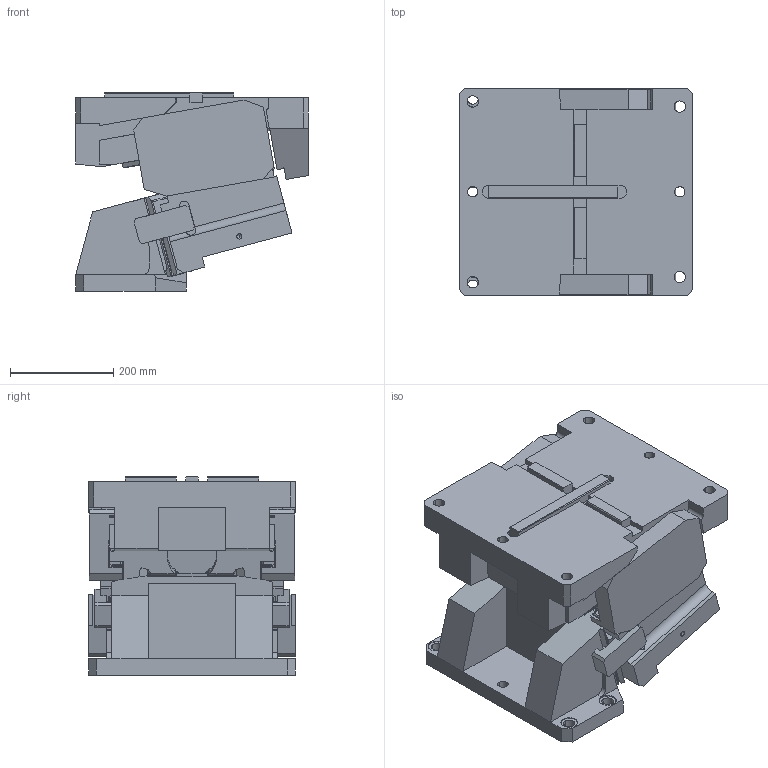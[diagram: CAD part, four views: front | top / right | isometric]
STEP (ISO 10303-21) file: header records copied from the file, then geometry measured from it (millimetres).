
FILE_DESCRIPTION(('CATIA V5 STEP Exchange'),'2;1');
FILE_NAME('CACV_F_400_75.stp','2015-04-27T06:52:25+00:00',('none'),('none'),'CATIA Version 5 Release 19 SP 2 (IN-10)','CATIA V5 STEP AP203','none');
FILE_SCHEMA(('CONFIG_CONTROL_DESIGN'));
Length unit declared in the file: millimetre
Products named in the file (1): CACV_F_400_75
Bounding box: 450 x 400 x 384 mm (x, y, z)
Volume: 39834694.8 mm3; surface area: 1734866.3 mm2
Topology: 3 solids, 7 shells, 633 faces, 1790 edges, 1162 vertices
Faces by surface type: plane 454, cylinder 165, cone 14
Entity records: 20991 total; most frequent: CARTESIAN_POINT 5271, ORIENTED_EDGE 3568, DIRECTION 2689, EDGE_CURVE 1784, VECTOR 1404, LINE 1404, VERTEX_POINT 1162, AXIS2_PLACEMENT_3D 742
